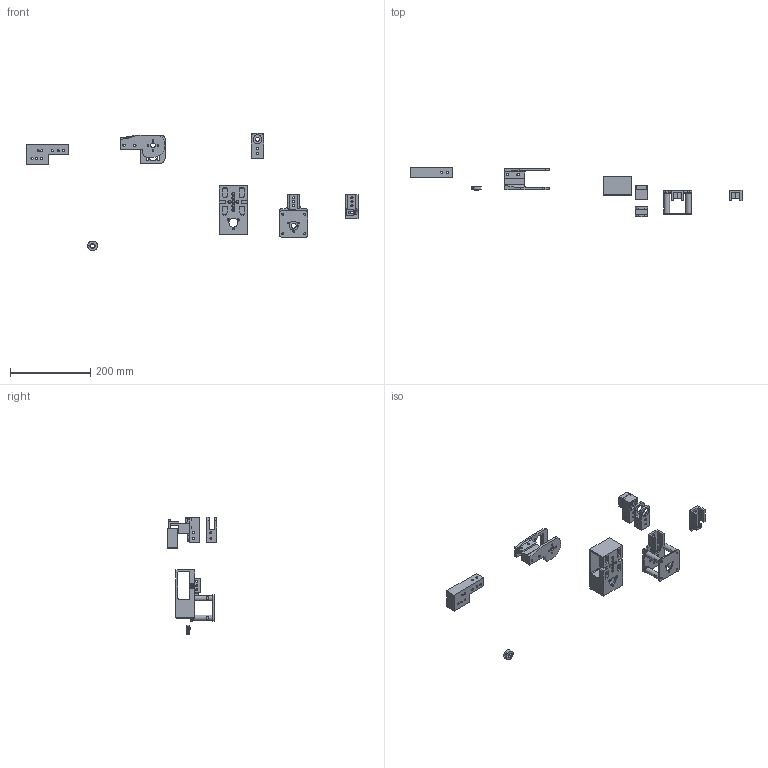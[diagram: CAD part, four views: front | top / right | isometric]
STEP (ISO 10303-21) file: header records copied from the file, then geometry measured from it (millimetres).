
FILE_DESCRIPTION(/* description */ (''),/* implementation_level */ '2;1');
FILE_NAME(/* name */ 'Hybrid-Cartpole-Acrobot.step',/* time_stamp */ '2024-01-16T22:44:40+08:00',/* author */ (''),/* organization */ (''),/* preprocessor_version */ 'ST-DEVELOPER v20',/* originating_system */ 'Autodesk Translation Framework v12.14.0.127',/* authorisation */ '');
FILE_SCHEMA (('AUTOMOTIVE_DESIGN { 1 0 10303 214 3 1 1 }'));
Length unit declared in the file: millimetre
Products named in the file (1): Cartpole 2
Bounding box: 825.74 x 124.25 x 291.96 mm (x, y, z)
Volume: 449362.1 mm3; surface area: 181546.9 mm2
Topology: 11 solids, 11 shells, 467 faces, 1277 edges, 849 vertices
Faces by surface type: plane 236, cylinder 225, torus 6
Full cylindrical faces by diameter (mm): 3.2 x2, 3.5 x11, 4 x4, 4.2 x7, 5.2 x67, 5.9 x3, 6 x8, 6.2 x1, 7 x4, 7.12 x1, 7.2 x6, 7.5 x4, 10 x2, 12 x2, 14 x4, 22 x2, 22.2 x3, 39 x1
Entity records: 15687 total; most frequent: CARTESIAN_POINT 2900, DIRECTION 2664, ORIENTED_EDGE 2554, EDGE_CURVE 1277, AXIS2_PLACEMENT_3D 947, VERTEX_POINT 849, LINE 770, VECTOR 770
